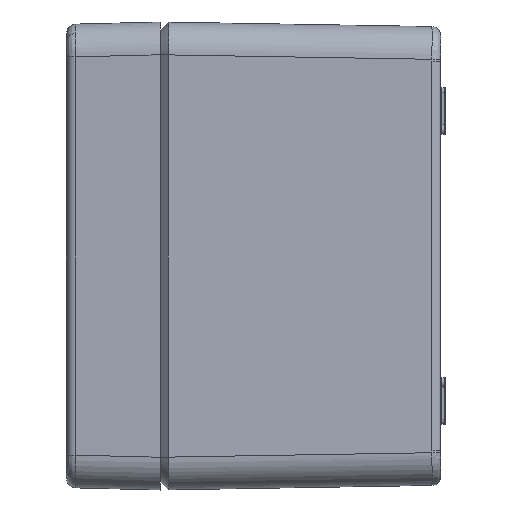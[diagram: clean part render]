
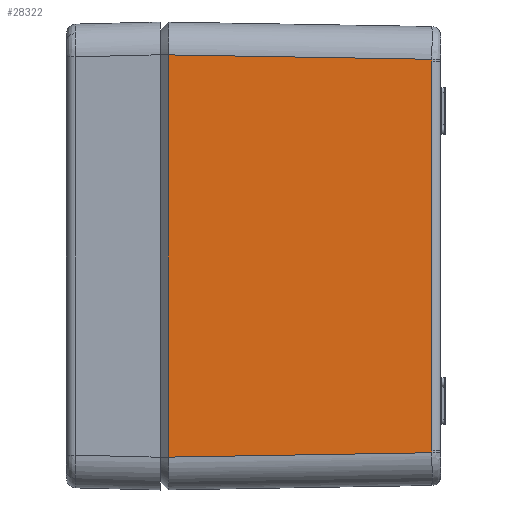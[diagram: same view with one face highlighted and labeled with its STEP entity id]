
A CAD part, left-side view. The second image highlights one B-rep face of the part: STEP entity #28322.
In plain terms, the highlighted planar face has unit normal (-1, -0.017, 0).
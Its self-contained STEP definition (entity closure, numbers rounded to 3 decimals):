
#4404 = LINE ( 'NONE', #9846, #15781 ) ;
#4405 = LINE ( 'NONE', #9848, #15782 ) ;
#4406 = LINE ( 'NONE', #9854, #15783 ) ;
#4407 = LINE ( 'NONE', #9856, #15784 ) ;
#4681 = FACE_OUTER_BOUND ( 'NONE', #24632, .T. ) ;
#5345 = B_SPLINE_CURVE_WITH_KNOTS ( 'NONE', 3,
 ( #9842, #9843, #9844, #9845 ),
 .UNSPECIFIED., .F., .F.,
 ( 4, 4 ),
 ( 0., 0. ),
 .UNSPECIFIED. ) ;
#5346 = B_SPLINE_CURVE_WITH_KNOTS ( 'NONE', 3,
 ( #9850, #9851, #9852, #9853 ),
 .UNSPECIFIED., .F., .F.,
 ( 4, 4 ),
 ( 0., 0. ),
 .UNSPECIFIED. ) ;
#6742 = CARTESIAN_POINT ( 'NONE',  ( -99.97, -1.8, -42.971 ) ) ;
#6743 = CARTESIAN_POINT ( 'NONE',  ( -99.033, -58.036, -42.034 ) ) ;
#6744 = CARTESIAN_POINT ( 'NONE',  ( -99.033, -58.033, -41.659 ) ) ;
#6745 = CARTESIAN_POINT ( 'NONE',  ( -99.033, -58.033, 41.659 ) ) ;
#6746 = CARTESIAN_POINT ( 'NONE',  ( -99.033, -58.036, 42.034 ) ) ;
#6747 = CARTESIAN_POINT ( 'NONE',  ( -99.97, -1.8, 42.971 ) ) ;
#9842 = CARTESIAN_POINT ( 'NONE',  ( -99.033, -58.036, -42.034 ) ) ;
#9843 = CARTESIAN_POINT ( 'NONE',  ( -99.033, -58.034, -41.909 ) ) ;
#9844 = CARTESIAN_POINT ( 'NONE',  ( -99.033, -58.033, -41.784 ) ) ;
#9845 = CARTESIAN_POINT ( 'NONE',  ( -99.033, -58.033, -41.659 ) ) ;
#9846 = CARTESIAN_POINT ( 'NONE',  ( -100.002, 0.117, -43.003 ) ) ;
#9847 = DIRECTION ( 'NONE',  ( 0.017, -1., 0.017 ) ) ;
#9848 = CARTESIAN_POINT ( 'NONE',  ( -99.033, -58.033, 42.001 ) ) ;
#9849 = DIRECTION ( 'NONE',  ( 0., 0., 1. ) ) ;
#9850 = CARTESIAN_POINT ( 'NONE',  ( -99.033, -58.033, 41.659 ) ) ;
#9851 = CARTESIAN_POINT ( 'NONE',  ( -99.033, -58.033, 41.784 ) ) ;
#9852 = CARTESIAN_POINT ( 'NONE',  ( -99.033, -58.034, 41.909 ) ) ;
#9853 = CARTESIAN_POINT ( 'NONE',  ( -99.033, -58.036, 42.034 ) ) ;
#9854 = CARTESIAN_POINT ( 'NONE',  ( -99.974, -1.549, 42.975 ) ) ;
#9855 = DIRECTION ( 'NONE',  ( -0.017, 1., 0.017 ) ) ;
#9856 = CARTESIAN_POINT ( 'NONE',  ( -99.97, -1.8, -50. ) ) ;
#9857 = DIRECTION ( 'NONE',  ( 0., 0., -1. ) ) ;
#12258 = PLANE ( 'NONE',  #16013 ) ;
#12259 = CARTESIAN_POINT ( 'NONE',  ( -100., 0., -50. ) ) ;
#12260 = DIRECTION ( 'NONE',  ( -1., -0.017, 0. ) ) ;
#12261 = DIRECTION ( 'NONE',  ( 0.017, -1., 0. ) ) ;
#15781 = VECTOR ( 'NONE', #9847, 1000. ) ;
#15782 = VECTOR ( 'NONE', #9849, 1000. ) ;
#15783 = VECTOR ( 'NONE', #9855, 1000. ) ;
#15784 = VECTOR ( 'NONE', #9857, 1000. ) ;
#16013 = AXIS2_PLACEMENT_3D ( 'NONE', #12259, #12260, #12261 ) ;
#23371 = VERTEX_POINT ( 'NONE', #6742 ) ;
#23372 = VERTEX_POINT ( 'NONE', #6743 ) ;
#23373 = VERTEX_POINT ( 'NONE', #6744 ) ;
#23374 = VERTEX_POINT ( 'NONE', #6745 ) ;
#23375 = VERTEX_POINT ( 'NONE', #6746 ) ;
#23376 = VERTEX_POINT ( 'NONE', #6747 ) ;
#24632 = EDGE_LOOP ( 'NONE', ( #27621, #27625, #27624, #27626, #27627, #27628 ) ) ;
#26733 = EDGE_CURVE ( 'NONE', #23372, #23373, #5345, .T. ) ;
#26734 = EDGE_CURVE ( 'NONE', #23371, #23372, #4404, .T. ) ;
#26735 = EDGE_CURVE ( 'NONE', #23373, #23374, #4405, .T. ) ;
#26736 = EDGE_CURVE ( 'NONE', #23374, #23375, #5346, .T. ) ;
#26737 = EDGE_CURVE ( 'NONE', #23375, #23376, #4406, .T. ) ;
#26738 = EDGE_CURVE ( 'NONE', #23376, #23371, #4407, .T. ) ;
#27621 = ORIENTED_EDGE ( 'NONE', *, *, #26734, .T. ) ;
#27624 = ORIENTED_EDGE ( 'NONE', *, *, #26735, .T. ) ;
#27625 = ORIENTED_EDGE ( 'NONE', *, *, #26733, .T. ) ;
#27626 = ORIENTED_EDGE ( 'NONE', *, *, #26736, .T. ) ;
#27627 = ORIENTED_EDGE ( 'NONE', *, *, #26737, .T. ) ;
#27628 = ORIENTED_EDGE ( 'NONE', *, *, #26738, .T. ) ;
#28322 = ADVANCED_FACE ( 'NONE', ( #4681 ), #12258, .T. ) ;
